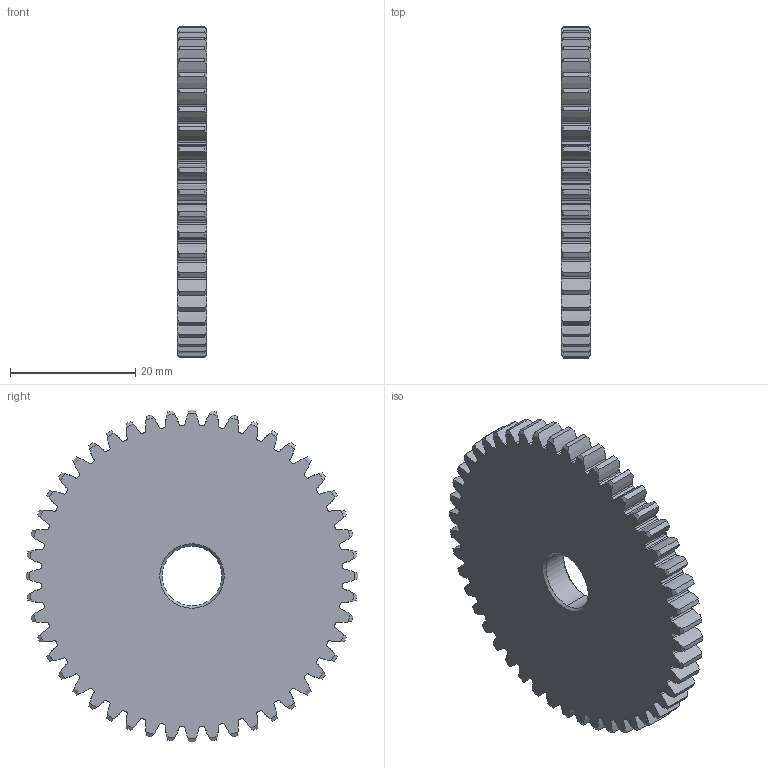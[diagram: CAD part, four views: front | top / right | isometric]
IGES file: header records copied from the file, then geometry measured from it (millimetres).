
Start section:  PTC IGES file: 32717.igs
Global section: file name: 32717.igs; native system: Pro/ENGINEER by Parametric Technology Corporation; preprocessor: 2002080; author: carefree; organization: Unknown; date: 050314.090524; units: inch
Bounding box: 4.75 x 52.92 x 52.92 mm (x, y, z)
Surface area: 5495.1 mm2 (no closed solid volume)
Topology: 0 solids, 0 shells, 392 faces, 2332 edges, 2332 vertices
Faces by surface type: revolution 294, extrusion 96, bspline 2
